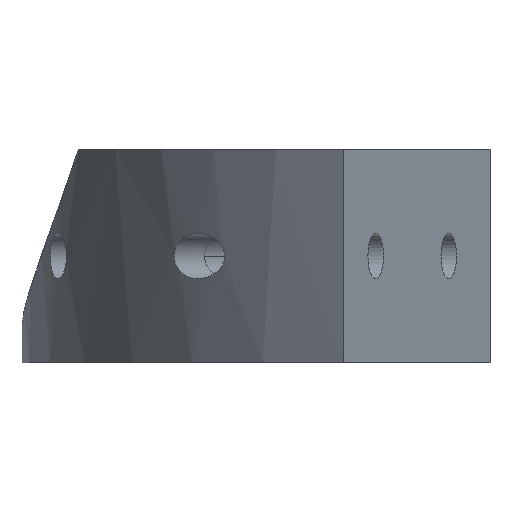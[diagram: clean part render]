
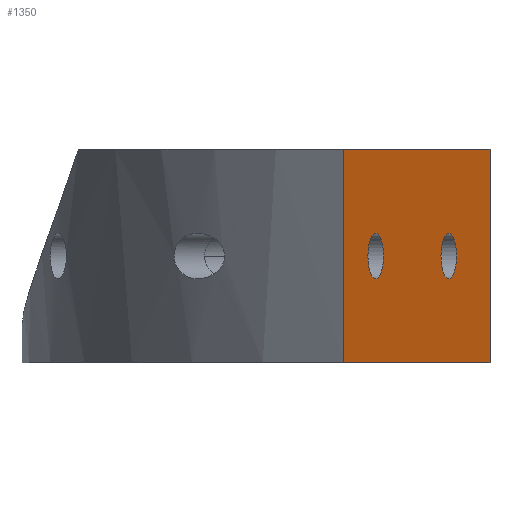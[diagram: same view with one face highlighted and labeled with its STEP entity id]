
A CAD part, front view. The second image highlights one B-rep face of the part: STEP entity #1350.
In plain terms, the highlighted planar face has unit normal (0.94, -0.342, 0).
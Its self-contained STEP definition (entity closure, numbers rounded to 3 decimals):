
#44 = PLANE('',#45);
#45 = AXIS2_PLACEMENT_3D('',#46,#47,#48);
#46 = CARTESIAN_POINT('',(-13.902,-17.245,0.));
#47 = DIRECTION('',(0.,0.,1.));
#48 = DIRECTION('',(1.,0.,0.));
#166 = VERTEX_POINT('',#167);
#167 = CARTESIAN_POINT('',(-4.511,-44.161,0.));
#182 = CYLINDRICAL_SURFACE('',#183,61.47);
#183 = AXIS2_PLACEMENT_3D('',#184,#185,#186);
#184 = CARTESIAN_POINT('',(34.345,3.472,0.));
#185 = DIRECTION('',(-0.,-0.,-1.));
#186 = DIRECTION('',(1.,0.,0.));
#194 = EDGE_CURVE('',#166,#195,#197,.T.);
#195 = VERTEX_POINT('',#196);
#196 = CARTESIAN_POINT('',(5.75,-15.97,0.));
#197 = SURFACE_CURVE('',#198,(#202,#209),.PCURVE_S1.);
#198 = LINE('',#199,#200);
#199 = CARTESIAN_POINT('',(-4.511,-44.161,0.));
#200 = VECTOR('',#201,1.);
#201 = DIRECTION('',(0.342,0.94,0.));
#202 = PCURVE('',#44,#203);
#203 = DEFINITIONAL_REPRESENTATION('',(#204),#208);
#204 = LINE('',#205,#206);
#205 = CARTESIAN_POINT('',(9.391,-26.916));
#206 = VECTOR('',#207,1.);
#207 = DIRECTION('',(0.342,0.94));
#208 = ( GEOMETRIC_REPRESENTATION_CONTEXT(2) 
PARAMETRIC_REPRESENTATION_CONTEXT() REPRESENTATION_CONTEXT('2D SPACE',''
  ) );
#209 = PCURVE('',#210,#215);
#210 = PLANE('',#211);
#211 = AXIS2_PLACEMENT_3D('',#212,#213,#214);
#212 = CARTESIAN_POINT('',(-4.511,-44.161,0.));
#213 = DIRECTION('',(-0.94,0.342,0.));
#214 = DIRECTION('',(0.342,0.94,0.));
#215 = DEFINITIONAL_REPRESENTATION('',(#216),#220);
#216 = LINE('',#217,#218);
#217 = CARTESIAN_POINT('',(0.,0.));
#218 = VECTOR('',#219,1.);
#219 = DIRECTION('',(1.,0.));
#220 = ( GEOMETRIC_REPRESENTATION_CONTEXT(2) 
PARAMETRIC_REPRESENTATION_CONTEXT() REPRESENTATION_CONTEXT('2D SPACE',''
  ) );
#239 = CYLINDRICAL_SURFACE('',#240,21.711);
#240 = AXIS2_PLACEMENT_3D('',#241,#242,#243);
#241 = CARTESIAN_POINT('',(-3.914,3.472,0.));
#242 = DIRECTION('',(-0.,-0.,-1.));
#243 = DIRECTION('',(1.,0.,0.));
#557 = PLANE('',#558);
#558 = AXIS2_PLACEMENT_3D('',#559,#560,#561);
#559 = CARTESIAN_POINT('',(-13.902,-17.245,15.));
#560 = DIRECTION('',(0.,0.,1.));
#561 = DIRECTION('',(1.,0.,0.));
#677 = VERTEX_POINT('',#678);
#678 = CARTESIAN_POINT('',(-4.511,-44.161,15.));
#700 = EDGE_CURVE('',#166,#677,#701,.T.);
#701 = SURFACE_CURVE('',#702,(#706,#713),.PCURVE_S1.);
#702 = LINE('',#703,#704);
#703 = CARTESIAN_POINT('',(-4.511,-44.161,0.));
#704 = VECTOR('',#705,1.);
#705 = DIRECTION('',(0.,0.,1.));
#706 = PCURVE('',#182,#707);
#707 = DEFINITIONAL_REPRESENTATION('',(#708),#712);
#708 = LINE('',#709,#710);
#709 = CARTESIAN_POINT('',(-4.028,0.));
#710 = VECTOR('',#711,1.);
#711 = DIRECTION('',(-0.,-1.));
#712 = ( GEOMETRIC_REPRESENTATION_CONTEXT(2) 
PARAMETRIC_REPRESENTATION_CONTEXT() REPRESENTATION_CONTEXT('2D SPACE',''
  ) );
#713 = PCURVE('',#210,#714);
#714 = DEFINITIONAL_REPRESENTATION('',(#715),#719);
#715 = LINE('',#716,#717);
#716 = CARTESIAN_POINT('',(0.,0.));
#717 = VECTOR('',#718,1.);
#718 = DIRECTION('',(0.,-1.));
#719 = ( GEOMETRIC_REPRESENTATION_CONTEXT(2) 
PARAMETRIC_REPRESENTATION_CONTEXT() REPRESENTATION_CONTEXT('2D SPACE',''
  ) );
#1350 = ADVANCED_FACE('',(#1351,#1399,#1434),#210,.F.);
#1351 = FACE_BOUND('',#1352,.F.);
#1352 = EDGE_LOOP('',(#1353,#1354,#1377,#1398));
#1353 = ORIENTED_EDGE('',*,*,#700,.T.);
#1354 = ORIENTED_EDGE('',*,*,#1355,.T.);
#1355 = EDGE_CURVE('',#677,#1356,#1358,.T.);
#1356 = VERTEX_POINT('',#1357);
#1357 = CARTESIAN_POINT('',(5.75,-15.97,15.));
#1358 = SURFACE_CURVE('',#1359,(#1363,#1370),.PCURVE_S1.);
#1359 = LINE('',#1360,#1361);
#1360 = CARTESIAN_POINT('',(-4.511,-44.161,15.));
#1361 = VECTOR('',#1362,1.);
#1362 = DIRECTION('',(0.342,0.94,0.));
#1363 = PCURVE('',#210,#1364);
#1364 = DEFINITIONAL_REPRESENTATION('',(#1365),#1369);
#1365 = LINE('',#1366,#1367);
#1366 = CARTESIAN_POINT('',(0.,-15.));
#1367 = VECTOR('',#1368,1.);
#1368 = DIRECTION('',(1.,0.));
#1369 = ( GEOMETRIC_REPRESENTATION_CONTEXT(2) 
PARAMETRIC_REPRESENTATION_CONTEXT() REPRESENTATION_CONTEXT('2D SPACE',''
  ) );
#1370 = PCURVE('',#557,#1371);
#1371 = DEFINITIONAL_REPRESENTATION('',(#1372),#1376);
#1372 = LINE('',#1373,#1374);
#1373 = CARTESIAN_POINT('',(9.391,-26.916));
#1374 = VECTOR('',#1375,1.);
#1375 = DIRECTION('',(0.342,0.94));
#1376 = ( GEOMETRIC_REPRESENTATION_CONTEXT(2) 
PARAMETRIC_REPRESENTATION_CONTEXT() REPRESENTATION_CONTEXT('2D SPACE',''
  ) );
#1377 = ORIENTED_EDGE('',*,*,#1378,.F.);
#1378 = EDGE_CURVE('',#195,#1356,#1379,.T.);
#1379 = SURFACE_CURVE('',#1380,(#1384,#1391),.PCURVE_S1.);
#1380 = LINE('',#1381,#1382);
#1381 = CARTESIAN_POINT('',(5.75,-15.97,0.));
#1382 = VECTOR('',#1383,1.);
#1383 = DIRECTION('',(0.,0.,1.));
#1384 = PCURVE('',#210,#1385);
#1385 = DEFINITIONAL_REPRESENTATION('',(#1386),#1390);
#1386 = LINE('',#1387,#1388);
#1387 = CARTESIAN_POINT('',(30.,0.));
#1388 = VECTOR('',#1389,1.);
#1389 = DIRECTION('',(0.,-1.));
#1390 = ( GEOMETRIC_REPRESENTATION_CONTEXT(2) 
PARAMETRIC_REPRESENTATION_CONTEXT() REPRESENTATION_CONTEXT('2D SPACE',''
  ) );
#1391 = PCURVE('',#239,#1392);
#1392 = DEFINITIONAL_REPRESENTATION('',(#1393),#1397);
#1393 = LINE('',#1394,#1395);
#1394 = CARTESIAN_POINT('',(-5.174,0.));
#1395 = VECTOR('',#1396,1.);
#1396 = DIRECTION('',(-0.,-1.));
#1397 = ( GEOMETRIC_REPRESENTATION_CONTEXT(2) 
PARAMETRIC_REPRESENTATION_CONTEXT() REPRESENTATION_CONTEXT('2D SPACE',''
  ) );
#1398 = ORIENTED_EDGE('',*,*,#194,.F.);
#1399 = FACE_BOUND('',#1400,.F.);
#1400 = EDGE_LOOP('',(#1401));
#1401 = ORIENTED_EDGE('',*,*,#1402,.T.);
#1402 = EDGE_CURVE('',#1403,#1403,#1405,.T.);
#1403 = VERTEX_POINT('',#1404);
#1404 = CARTESIAN_POINT('',(-1.73,-36.521,7.5));
#1405 = SURFACE_CURVE('',#1406,(#1411,#1422),.PCURVE_S1.);
#1406 = CIRCLE('',#1407,1.6);
#1407 = AXIS2_PLACEMENT_3D('',#1408,#1409,#1410);
#1408 = CARTESIAN_POINT('',(-2.277,-38.024,7.5));
#1409 = DIRECTION('',(0.94,-0.342,0.
    ));
#1410 = DIRECTION('',(0.342,0.94,0.)
  );
#1411 = PCURVE('',#210,#1412);
#1412 = DEFINITIONAL_REPRESENTATION('',(#1413),#1421);
#1413 = ( BOUNDED_CURVE() B_SPLINE_CURVE(2,(#1414,#1415,#1416,#1417,
#1418,#1419,#1420),.UNSPECIFIED.,.T.,.F.) B_SPLINE_CURVE_WITH_KNOTS((1,2
    ,2,2,2,1),(-2.094,0.,2.094,4.189,
6.283,8.378),.UNSPECIFIED.) CURVE() 
GEOMETRIC_REPRESENTATION_ITEM() RATIONAL_B_SPLINE_CURVE((1.,0.5,1.,0.5,
1.,0.5,1.)) REPRESENTATION_ITEM('') );
#1414 = CARTESIAN_POINT('',(8.13,-7.5));
#1415 = CARTESIAN_POINT('',(8.13,-10.271));
#1416 = CARTESIAN_POINT('',(5.73,-8.886));
#1417 = CARTESIAN_POINT('',(3.33,-7.5));
#1418 = CARTESIAN_POINT('',(5.73,-6.114));
#1419 = CARTESIAN_POINT('',(8.13,-4.729));
#1420 = CARTESIAN_POINT('',(8.13,-7.5));
#1421 = ( GEOMETRIC_REPRESENTATION_CONTEXT(2) 
PARAMETRIC_REPRESENTATION_CONTEXT() REPRESENTATION_CONTEXT('2D SPACE',''
  ) );
#1422 = PCURVE('',#1423,#1428);
#1423 = CYLINDRICAL_SURFACE('',#1424,1.6);
#1424 = AXIS2_PLACEMENT_3D('',#1425,#1426,#1427);
#1425 = CARTESIAN_POINT('',(-2.277,-38.024,7.5));
#1426 = DIRECTION('',(0.94,-0.342,0.
    ));
#1427 = DIRECTION('',(0.342,0.94,0.)
  );
#1428 = DEFINITIONAL_REPRESENTATION('',(#1429),#1433);
#1429 = LINE('',#1430,#1431);
#1430 = CARTESIAN_POINT('',(0.,0.));
#1431 = VECTOR('',#1432,1.);
#1432 = DIRECTION('',(1.,0.));
#1433 = ( GEOMETRIC_REPRESENTATION_CONTEXT(2) 
PARAMETRIC_REPRESENTATION_CONTEXT() REPRESENTATION_CONTEXT('2D SPACE',''
  ) );
#1434 = FACE_BOUND('',#1435,.F.);
#1435 = EDGE_LOOP('',(#1436));
#1436 = ORIENTED_EDGE('',*,*,#1437,.T.);
#1437 = EDGE_CURVE('',#1438,#1438,#1440,.T.);
#1438 = VERTEX_POINT('',#1439);
#1439 = CARTESIAN_POINT('',(3.4,-22.425,7.5));
#1440 = SURFACE_CURVE('',#1441,(#1446,#1457),.PCURVE_S1.);
#1441 = CIRCLE('',#1442,1.6);
#1442 = AXIS2_PLACEMENT_3D('',#1443,#1444,#1445);
#1443 = CARTESIAN_POINT('',(2.853,-23.929,7.5));
#1444 = DIRECTION('',(0.94,-0.342,0.
    ));
#1445 = DIRECTION('',(0.342,0.94,0.)
  );
#1446 = PCURVE('',#210,#1447);
#1447 = DEFINITIONAL_REPRESENTATION('',(#1448),#1456);
#1448 = ( BOUNDED_CURVE() B_SPLINE_CURVE(2,(#1449,#1450,#1451,#1452,
#1453,#1454,#1455),.UNSPECIFIED.,.T.,.F.) B_SPLINE_CURVE_WITH_KNOTS((1,2
    ,2,2,2,1),(-2.094,0.,2.094,4.189,
6.283,8.378),.UNSPECIFIED.) CURVE() 
GEOMETRIC_REPRESENTATION_ITEM() RATIONAL_B_SPLINE_CURVE((1.,0.5,1.,0.5,
1.,0.5,1.)) REPRESENTATION_ITEM('') );
#1449 = CARTESIAN_POINT('',(23.13,-7.5));
#1450 = CARTESIAN_POINT('',(23.13,-10.271));
#1451 = CARTESIAN_POINT('',(20.73,-8.886));
#1452 = CARTESIAN_POINT('',(18.33,-7.5));
#1453 = CARTESIAN_POINT('',(20.73,-6.114));
#1454 = CARTESIAN_POINT('',(23.13,-4.729));
#1455 = CARTESIAN_POINT('',(23.13,-7.5));
#1456 = ( GEOMETRIC_REPRESENTATION_CONTEXT(2) 
PARAMETRIC_REPRESENTATION_CONTEXT() REPRESENTATION_CONTEXT('2D SPACE',''
  ) );
#1457 = PCURVE('',#1458,#1463);
#1458 = CYLINDRICAL_SURFACE('',#1459,1.6);
#1459 = AXIS2_PLACEMENT_3D('',#1460,#1461,#1462);
#1460 = CARTESIAN_POINT('',(2.853,-23.929,7.5));
#1461 = DIRECTION('',(0.94,-0.342,0.
    ));
#1462 = DIRECTION('',(0.342,0.94,0.)
  );
#1463 = DEFINITIONAL_REPRESENTATION('',(#1464),#1468);
#1464 = LINE('',#1465,#1466);
#1465 = CARTESIAN_POINT('',(0.,0.));
#1466 = VECTOR('',#1467,1.);
#1467 = DIRECTION('',(1.,0.));
#1468 = ( GEOMETRIC_REPRESENTATION_CONTEXT(2) 
PARAMETRIC_REPRESENTATION_CONTEXT() REPRESENTATION_CONTEXT('2D SPACE',''
  ) );
